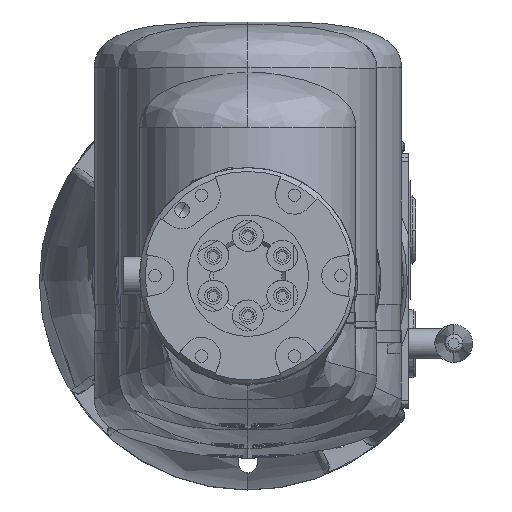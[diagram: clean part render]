
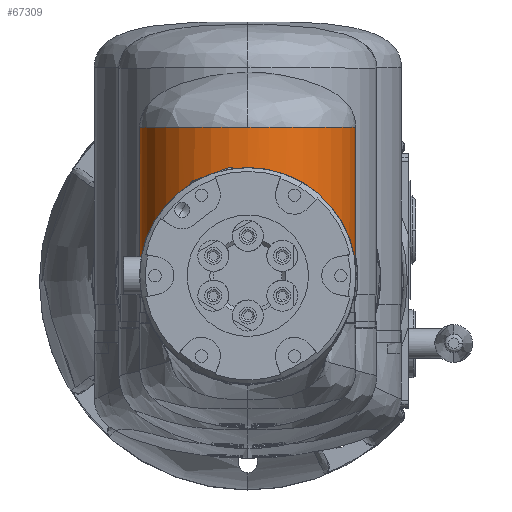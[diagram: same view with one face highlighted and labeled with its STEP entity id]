
A CAD part, top view. The second image highlights one B-rep face of the part: STEP entity #67309.
In plain terms, the highlighted cylindrical face has radius 28.5 mm (diameter 57 mm), a partial arc.
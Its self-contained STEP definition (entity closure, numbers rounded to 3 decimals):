
#181 = CARTESIAN_POINT ( 'NONE',  ( -65.308, -41.688, 656.058 ) ) ;
#1307 = B_SPLINE_CURVE_WITH_KNOTS ( 'NONE', 3,
 ( #10464, #3459, #59567, #19641 ),
 .UNSPECIFIED., .F., .F.,
 ( 4, 4 ),
 ( 0., 1. ),
 .UNSPECIFIED. ) ;
#3459 = CARTESIAN_POINT ( 'NONE',  ( -93.808, -34.548, 656.058 ) ) ;
#4085 = CARTESIAN_POINT ( 'NONE',  ( -63.443, -20.27, 684.558 ) ) ;
#4772 = CARTESIAN_POINT ( 'NONE',  ( -65.308, -20.27, 684.558 ) ) ;
#5312 = CARTESIAN_POINT ( 'NONE',  ( -77.938, -20.27, 681.675 ) ) ;
#5841 = CARTESIAN_POINT ( 'NONE',  ( -69.039, -20.27, 684.374 ) ) ;
#9586 = CARTESIAN_POINT ( 'NONE',  ( -36.808, -20.27, 656.058 ) ) ;
#10464 = CARTESIAN_POINT ( 'NONE',  ( -93.808, -20.27, 656.058 ) ) ;
#12149 = CARTESIAN_POINT ( 'NONE',  ( -47.923, -20.27, 678.718 ) ) ;
#13936 = CARTESIAN_POINT ( 'NONE',  ( -90.925, -20.27, 668.688 ) ) ;
#15315 = CARTESIAN_POINT ( 'NONE',  ( -93.808, -63.106, 656.058 ) ) ;
#16327 = AXIS2_PLACEMENT_3D ( 'NONE', #181, #59492, #27099 ) ;
#16890 = FACE_OUTER_BOUND ( 'NONE', #78373, .T. ) ;
#17479 = CARTESIAN_POINT ( 'NONE',  ( -36.808, -63.106, 656.058 ) ) ;
#19641 = CARTESIAN_POINT ( 'NONE',  ( -93.808, -63.106, 656.058 ) ) ;
#19724 = CARTESIAN_POINT ( 'NONE',  ( -40.575, -20.27, 670.341 ) ) ;
#21493 = CARTESIAN_POINT ( 'NONE',  ( -87.969, -20.27, 673.443 ) ) ;
#22034 = CARTESIAN_POINT ( 'NONE',  ( -93.808, -20.27, 657.923 ) ) ;
#23702 = VERTEX_POINT ( 'NONE', #50363 ) ;
#25482 = VERTEX_POINT ( 'NONE', #79478 ) ;
#25635 = ORIENTED_EDGE ( 'NONE', *, *, #106373, .T. ) ;
#25907 = ORIENTED_EDGE ( 'NONE', *, *, #86695, .T. ) ;
#26722 = CARTESIAN_POINT ( 'NONE',  ( -56.125, -20.27, 683.102 ) ) ;
#27099 = DIRECTION ( 'NONE',  ( 0., 0., -1. ) ) ;
#27261 = CARTESIAN_POINT ( 'NONE',  ( -36.808, -20.27, 656.058 ) ) ;
#30126 = CARTESIAN_POINT ( 'NONE',  ( -93.808, -20.27, 656.058 ) ) ;
#30663 = CARTESIAN_POINT ( 'NONE',  ( -72.697, -20.27, 683.646 ) ) ;
#32619 = CARTESIAN_POINT ( 'NONE',  ( -36.808, -48.827, 656.058 ) ) ;
#34200 = CIRCLE ( 'NONE', #94499, 28.5 ) ;
#37150 = CARTESIAN_POINT ( 'NONE',  ( -84.142, -20.27, 677.529 ) ) ;
#37690 = CARTESIAN_POINT ( 'NONE',  ( -92.896, -20.27, 663.447 ) ) ;
#38431 = VERTEX_POINT ( 'NONE', #9586 ) ;
#40068 = B_SPLINE_CURVE_WITH_KNOTS ( 'NONE', 3,
 ( #17479, #32619, #41767, #50392 ),
 .UNSPECIFIED., .F., .F.,
 ( 4, 4 ),
 ( 0., 1. ),
 .UNSPECIFIED. ) ;
#40848 = DIRECTION ( 'NONE',  ( 0., 1., 0. ) ) ;
#41006 = EDGE_CURVE ( 'NONE', #44148, #25482, #66448, .T. ) ;
#41767 = CARTESIAN_POINT ( 'NONE',  ( -36.808, -34.548, 656.058 ) ) ;
#42926 = CARTESIAN_POINT ( 'NONE',  ( -36.808, -20.27, 657.923 ) ) ;
#44148 = VERTEX_POINT ( 'NONE', #45809 ) ;
#45067 = CARTESIAN_POINT ( 'NONE',  ( -36.992, -20.27, 659.788 ) ) ;
#45809 = CARTESIAN_POINT ( 'NONE',  ( -65.308, -20.27, 684.558 ) ) ;
#49318 = VERTEX_POINT ( 'NONE', #15315 ) ;
#49548 = B_SPLINE_CURVE_WITH_KNOTS ( 'NONE', 3,
 ( #27261, #42926, #45067, #94685, #51561, #76915, #19724, #53181, #53704, #75850, #12149, #67758, #60189, #26722, #76387, #77983, #4085, #101688 ),
 .UNSPECIFIED., .F., .F.,
 ( 4, 2, 2, 2, 2, 2, 2, 2, 4 ),
 ( 0., 0.125, 0.25, 0.375, 0.5, 0.625, 0.75, 0.875, 1. ),
 .UNSPECIFIED. ) ;
#50363 = CARTESIAN_POINT ( 'NONE',  ( -36.808, -63.106, 656.058 ) ) ;
#50392 = CARTESIAN_POINT ( 'NONE',  ( -36.808, -20.27, 656.058 ) ) ;
#51561 = CARTESIAN_POINT ( 'NONE',  ( -38.264, -20.27, 665.241 ) ) ;
#53181 = CARTESIAN_POINT ( 'NONE',  ( -42.647, -20.27, 673.443 ) ) ;
#53338 = CARTESIAN_POINT ( 'NONE',  ( -79.591, -20.27, 680.791 ) ) ;
#53704 = CARTESIAN_POINT ( 'NONE',  ( -43.836, -20.27, 674.891 ) ) ;
#54960 = CARTESIAN_POINT ( 'NONE',  ( -90.041, -20.27, 670.341 ) ) ;
#55478 = CARTESIAN_POINT ( 'NONE',  ( -67.173, -20.27, 684.558 ) ) ;
#57563 = DIRECTION ( 'NONE',  ( 0., 0., -1. ) ) ;
#59142 = ORIENTED_EDGE ( 'NONE', *, *, #41006, .T. ) ;
#59492 = DIRECTION ( 'NONE',  ( 0., -1., 0. ) ) ;
#59567 = CARTESIAN_POINT ( 'NONE',  ( -93.808, -48.827, 656.058 ) ) ;
#60189 = CARTESIAN_POINT ( 'NONE',  ( -52.678, -20.27, 681.675 ) ) ;
#66448 = B_SPLINE_CURVE_WITH_KNOTS ( 'NONE', 3,
 ( #4772, #55478, #5841, #30663, #105064, #5312, #53338, #80285, #37150, #70602, #21493, #54960, #13936, #78681, #37690, #87846, #22034, #30126 ),
 .UNSPECIFIED., .F., .F.,
 ( 4, 2, 2, 2, 2, 2, 2, 2, 4 ),
 ( 0., 0.125, 0.25, 0.375, 0.5, 0.625, 0.75, 0.875, 1. ),
 .UNSPECIFIED. ) ;
#67309 = ADVANCED_FACE ( 'NONE', ( #16890 ), #82178, .T. ) ;
#67758 = CARTESIAN_POINT ( 'NONE',  ( -51.025, -20.27, 680.791 ) ) ;
#69679 = EDGE_CURVE ( 'NONE', #25482, #49318, #1307, .T. ) ;
#70602 = CARTESIAN_POINT ( 'NONE',  ( -86.779, -20.27, 674.891 ) ) ;
#75850 = CARTESIAN_POINT ( 'NONE',  ( -46.474, -20.27, 677.529 ) ) ;
#76387 = CARTESIAN_POINT ( 'NONE',  ( -57.918, -20.27, 683.646 ) ) ;
#76915 = CARTESIAN_POINT ( 'NONE',  ( -39.691, -20.27, 668.688 ) ) ;
#77983 = CARTESIAN_POINT ( 'NONE',  ( -61.577, -20.27, 684.374 ) ) ;
#78373 = EDGE_LOOP ( 'NONE', ( #25635, #25907, #105814, #59142, #101725 ) ) ;
#78681 = CARTESIAN_POINT ( 'NONE',  ( -92.352, -20.27, 665.241 ) ) ;
#79478 = CARTESIAN_POINT ( 'NONE',  ( -93.808, -20.27, 656.058 ) ) ;
#80285 = CARTESIAN_POINT ( 'NONE',  ( -82.693, -20.27, 678.718 ) ) ;
#82178 = CYLINDRICAL_SURFACE ( 'NONE', #16327, 28.5 ) ;
#86695 = EDGE_CURVE ( 'NONE', #23702, #38431, #40068, .T. ) ;
#87846 = CARTESIAN_POINT ( 'NONE',  ( -93.624, -20.27, 659.788 ) ) ;
#94499 = AXIS2_PLACEMENT_3D ( 'NONE', #106100, #40848, #57563 ) ;
#94685 = CARTESIAN_POINT ( 'NONE',  ( -37.719, -20.27, 663.447 ) ) ;
#97268 = EDGE_CURVE ( 'NONE', #38431, #44148, #49548, .T. ) ;
#101688 = CARTESIAN_POINT ( 'NONE',  ( -65.308, -20.27, 684.558 ) ) ;
#101725 = ORIENTED_EDGE ( 'NONE', *, *, #69679, .T. ) ;
#105064 = CARTESIAN_POINT ( 'NONE',  ( -74.491, -20.27, 683.102 ) ) ;
#105814 = ORIENTED_EDGE ( 'NONE', *, *, #97268, .T. ) ;
#106100 = CARTESIAN_POINT ( 'NONE',  ( -65.308, -63.106, 656.058 ) ) ;
#106373 = EDGE_CURVE ( 'NONE', #49318, #23702, #34200, .T. ) ;
